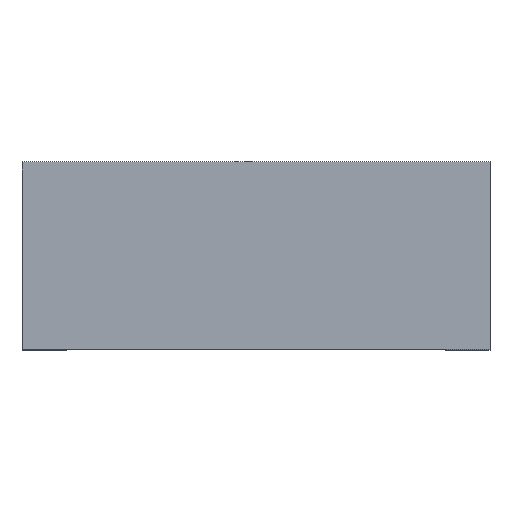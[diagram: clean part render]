
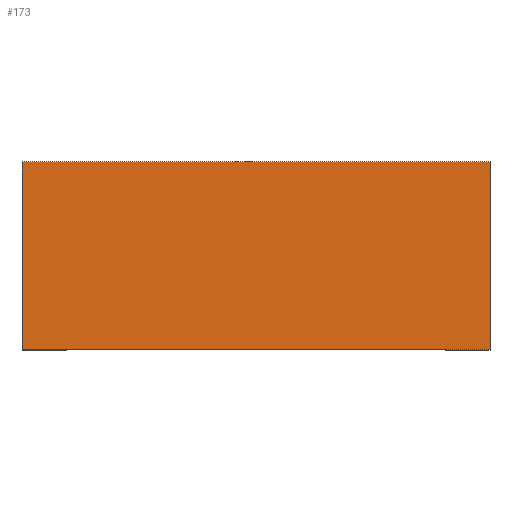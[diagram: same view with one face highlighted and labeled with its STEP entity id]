
A CAD part, top view. The second image highlights one B-rep face of the part: STEP entity #173.
In plain terms, the highlighted planar face has unit normal (0, 0, 1).
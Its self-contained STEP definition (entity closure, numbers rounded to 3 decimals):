
#24 = CARTESIAN_POINT ( 'NONE',  ( 208., 92., 230. ) ) ;
#47 = VECTOR ( 'NONE', #284, 1000. ) ;
#58 = LINE ( 'NONE', #312, #66 ) ;
#66 = VECTOR ( 'NONE', #98, 1000. ) ;
#71 = CARTESIAN_POINT ( 'NONE',  ( 93., 92., 230. ) ) ;
#74 = EDGE_CURVE ( 'NONE', #104, #166, #79, .T. ) ;
#79 = LINE ( 'NONE', #357, #358 ) ;
#82 = VERTEX_POINT ( 'NONE', #24 ) ;
#89 = CARTESIAN_POINT ( 'NONE',  ( -22., 0., 230. ) ) ;
#93 = ORIENTED_EDGE ( 'NONE', *, *, #264, .F. ) ;
#98 = DIRECTION ( 'NONE',  ( 0., -1., 0. ) ) ;
#101 = ORIENTED_EDGE ( 'NONE', *, *, #103, .F. ) ;
#103 = EDGE_CURVE ( 'NONE', #166, #185, #155, .T. ) ;
#104 = VERTEX_POINT ( 'NONE', #255 ) ;
#107 = EDGE_LOOP ( 'NONE', ( #93, #101, #309, #118 ) ) ;
#111 = CARTESIAN_POINT ( 'NONE',  ( -22.01, -0.01, 230. ) ) ;
#115 = PLANE ( 'NONE',  #304 ) ;
#118 = ORIENTED_EDGE ( 'NONE', *, *, #215, .F. ) ;
#144 = DIRECTION ( 'NONE',  ( 1., 0., 0. ) ) ;
#155 = LINE ( 'NONE', #198, #261 ) ;
#166 = VERTEX_POINT ( 'NONE', #89 ) ;
#173 = ADVANCED_FACE ( 'NONE', ( #190 ), #115, .T. ) ;
#185 = VERTEX_POINT ( 'NONE', #282 ) ;
#190 = FACE_OUTER_BOUND ( 'NONE', #107, .T. ) ;
#198 = CARTESIAN_POINT ( 'NONE',  ( -22., 46., 230. ) ) ;
#215 = EDGE_CURVE ( 'NONE', #82, #104, #58, .T. ) ;
#225 = DIRECTION ( 'NONE',  ( 0., 1., 0. ) ) ;
#248 = DIRECTION ( 'NONE',  ( -1., 0., 0. ) ) ;
#255 = CARTESIAN_POINT ( 'NONE',  ( 208., 0., 230. ) ) ;
#261 = VECTOR ( 'NONE', #225, 1000. ) ;
#264 = EDGE_CURVE ( 'NONE', #185, #82, #337, .T. ) ;
#282 = CARTESIAN_POINT ( 'NONE',  ( -22., 92., 230. ) ) ;
#284 = DIRECTION ( 'NONE',  ( 1., 0., 0. ) ) ;
#303 = DIRECTION ( 'NONE',  ( 0., 0., 1. ) ) ;
#304 = AXIS2_PLACEMENT_3D ( 'NONE', #111, #303, #144 ) ;
#309 = ORIENTED_EDGE ( 'NONE', *, *, #74, .F. ) ;
#312 = CARTESIAN_POINT ( 'NONE',  ( 208., 46., 230. ) ) ;
#337 = LINE ( 'NONE', #71, #47 ) ;
#357 = CARTESIAN_POINT ( 'NONE',  ( 93., 0., 230. ) ) ;
#358 = VECTOR ( 'NONE', #248, 1000. ) ;
